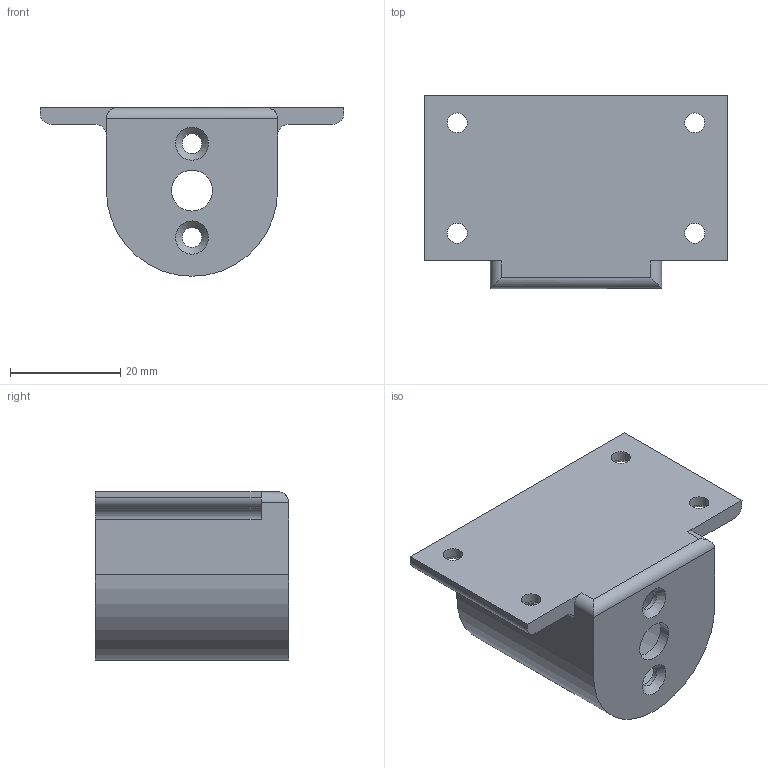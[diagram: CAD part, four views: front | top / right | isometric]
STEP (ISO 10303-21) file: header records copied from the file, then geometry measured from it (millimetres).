
FILE_DESCRIPTION(('FreeCAD Model'),'2;1');
FILE_NAME('Open CASCADE Shape Model','2025-12-30T23:12:20',('Author'),( ''),'Open CASCADE STEP processor 7.8','FreeCAD','Unknown');
FILE_SCHEMA(('AUTOMOTIVE_DESIGN { 1 0 10303 214 1 1 1 1 }'));
Length unit declared in the file: millimetre
Products named in the file (1): MotorHolder-Right
Bounding box: 55 x 35 x 30.5 mm (x, y, z)
Volume: 14559.8 mm3; surface area: 9596.1 mm2
Topology: 1 solids, 1 shells, 36 faces, 90 edges, 58 vertices
Faces by surface type: cylinder 17, plane 13, cone 6
Full cylindrical faces by diameter (mm): 3.6 x6, 7.4 x1, 25.4 x1, 25.5 x1
Entity records: 1125 total; most frequent: CARTESIAN_POINT 194, DIRECTION 193, ORIENTED_EDGE 180, EDGE_CURVE 90, AXIS2_PLACEMENT_3D 75, VERTEX_POINT 58, FACE_BOUND 52, EDGE_LOOP 52
